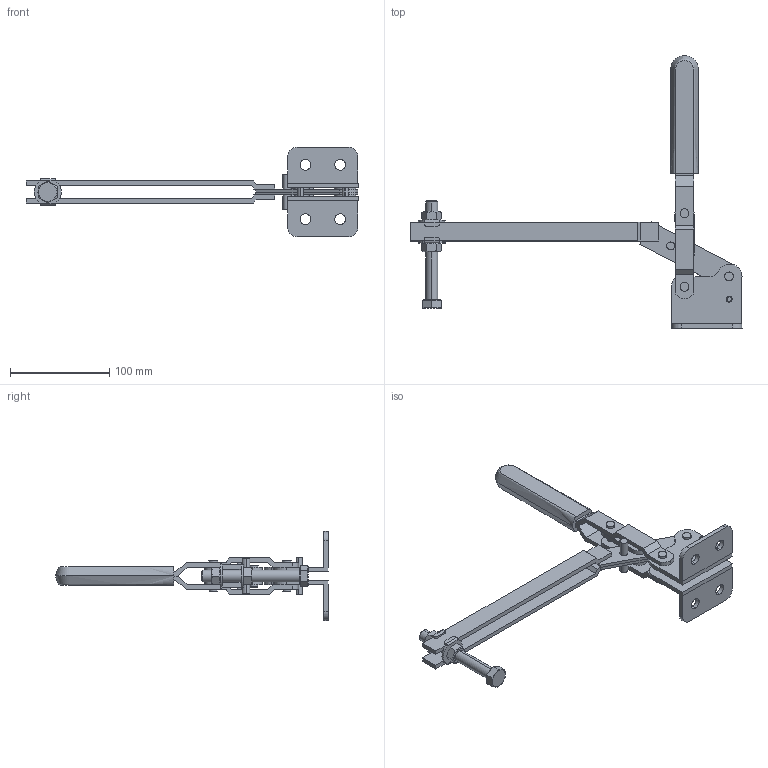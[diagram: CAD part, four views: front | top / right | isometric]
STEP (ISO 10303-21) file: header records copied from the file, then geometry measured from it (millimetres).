
FILE_DESCRIPTION (( 'STEP AP214' ), '1' );
FILE_NAME ('GH-11201(Â²¤Æ).STEP', '2020-05-27T06:15:37', ( 'LinWei' ), ( '' ), 'SwSTEP 2.0', 'SolidWorks 2016', '' );
FILE_SCHEMA (( 'AUTOMOTIVE_DESIGN' ));
Length unit declared in the file: millimetre
Products named in the file (6): Group5^GH-11201(簡化); Group4^GH-11201(簡化); Group3^GH-11201(簡化); Group2^GH-11201(簡化); Group1^GH-11201(簡化); GH-11201(簡化)
Assembly tree (5 placements, depth 2):
  GH-11201(簡化)
    Group1^GH-11201(簡化)
    Group2^GH-11201(簡化)
    Group3^GH-11201(簡化)
    Group4^GH-11201(簡化)
    Group5^GH-11201(簡化)
Bounding box: 335 x 275 x 90 mm (x, y, z)
Volume: 224871.5 mm3; surface area: 98285.3 mm2
Topology: 5 solids, 5 shells, 313 faces, 780 edges, 508 vertices
Faces by surface type: plane 165, cylinder 124, cone 20, bspline 2, torus 2
Entity records: 10805 total; most frequent: CARTESIAN_POINT 2309, DIRECTION 1650, ORIENTED_EDGE 1560, EDGE_CURVE 780, AXIS2_PLACEMENT_3D 593, VERTEX_POINT 508, VECTOR 464, LINE 464
